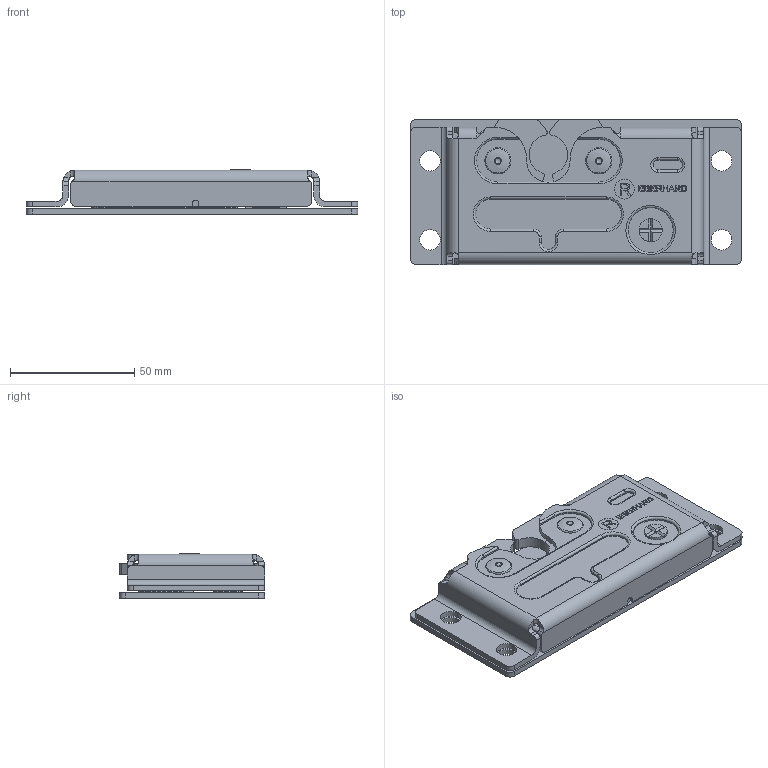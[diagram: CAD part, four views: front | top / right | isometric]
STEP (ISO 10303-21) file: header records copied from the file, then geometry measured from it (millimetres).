
FILE_DESCRIPTION(/* description */ (''),/* implementation_level */ '2;1');
FILE_NAME(/* name */ '19400-R.stp',/* time_stamp */ '2016-09-14T15:29:43-04:00',/* author */ ('fredp'),/* organization */ ('Eberhard Manufacturing Company'),/* preprocessor_version */ 'ST-DEVELOPER v16.5',/* originating_system */ 'Autodesk Inventor 2017',/* authorisation */ '');
FILE_SCHEMA (('AUTOMOTIVE_DESIGN { 1 0 10303 214 3 1 1 }'));
Length unit declared in the file: inch
Products named in the file (1): 19400-R
Bounding box: 133.35 x 58.42 x 17.87 mm (x, y, z)
Volume: 55704.4 mm3; surface area: 50037.3 mm2
Topology: 2 solids, 7 shells, 923 faces, 2430 edges, 1591 vertices
Faces by surface type: plane 399, cylinder 219, bspline 217, torus 65, cone 19, sphere 4
Full cylindrical faces by diameter (mm): 1.346 x7, 1.803 x5, 4.318 x2, 4.826 x2, 7.938 x1, 8.039 x5, 8.23 x5, 8.255 x8, 9.271 x1, 11.214 x3, 11.367 x3, 15.875 x3, 18.161 x1
Entity records: 32502 total; most frequent: CARTESIAN_POINT 10103, ORIENTED_EDGE 4680, DIRECTION 3819, EDGE_CURVE 2335, VERTEX_POINT 1574, AXIS2_PLACEMENT_3D 1282, LINE 1255, VECTOR 1255
